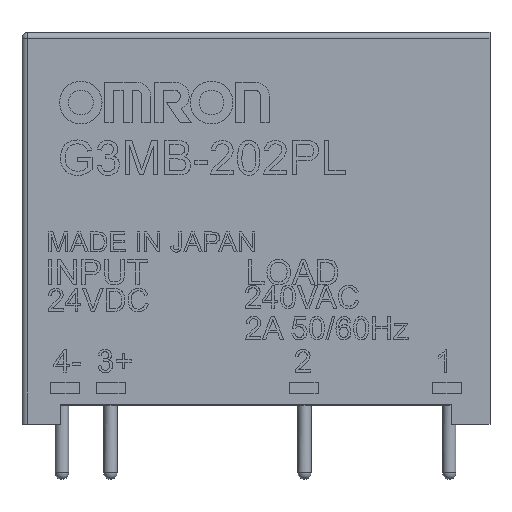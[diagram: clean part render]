
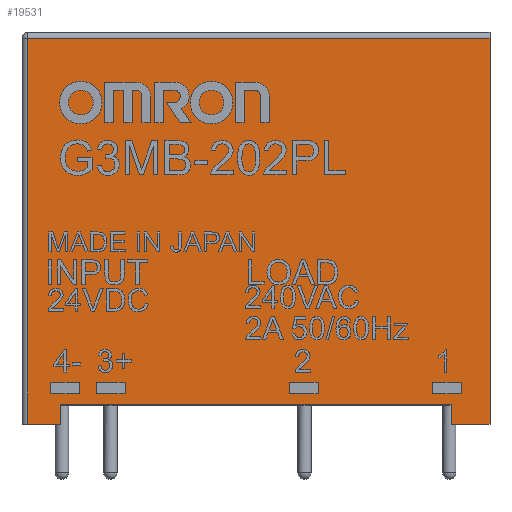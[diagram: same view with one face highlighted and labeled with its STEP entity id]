
A CAD part, top view. The second image highlights one B-rep face of the part: STEP entity #19531.
In plain terms, the highlighted planar face has unit normal (0, 0, 1).
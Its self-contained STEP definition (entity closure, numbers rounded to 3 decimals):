
#1858=PLANE('',#20761);
#2423=LINE('',#24489,#4298);
#2426=LINE('',#24496,#4301);
#2434=LINE('',#24513,#4309);
#2459=LINE('',#24564,#4334);
#2461=LINE('',#24568,#4336);
#2463=LINE('',#24572,#4338);
#2466=LINE('',#24577,#4341);
#2469=LINE('',#24581,#4344);
#4298=VECTOR('',#21382,10.);
#4301=VECTOR('',#21389,10.);
#4309=VECTOR('',#21403,10.);
#4334=VECTOR('',#21446,10.);
#4336=VECTOR('',#21450,10.);
#4338=VECTOR('',#21454,10.);
#4341=VECTOR('',#21459,10.);
#4344=VECTOR('',#21464,10.);
#6200=FACE_OUTER_BOUND('',#7337,.T.);
#7337=EDGE_LOOP('',(#13633,#13634,#13635,#13636,#13637,#13638,#13639,#13640));
#8527=VERTEX_POINT('',#24458);
#8537=VERTEX_POINT('',#24487);
#8538=VERTEX_POINT('',#24492);
#8545=VERTEX_POINT('',#24512);
#8562=VERTEX_POINT('',#24563);
#8563=VERTEX_POINT('',#24567);
#8564=VERTEX_POINT('',#24571);
#8565=VERTEX_POINT('',#24576);
#10537=EDGE_CURVE('',#8537,#8527,#2423,.T.);
#10541=EDGE_CURVE('',#8527,#8538,#2426,.T.);
#10549=EDGE_CURVE('',#8545,#8538,#2434,.T.);
#10574=EDGE_CURVE('',#8562,#8545,#2459,.T.);
#10576=EDGE_CURVE('',#8563,#8562,#2461,.T.);
#10578=EDGE_CURVE('',#8564,#8563,#2463,.T.);
#10581=EDGE_CURVE('',#8565,#8564,#2466,.T.);
#10584=EDGE_CURVE('',#8537,#8565,#2469,.T.);
#13633=ORIENTED_EDGE('',*,*,#10537,.F.);
#13634=ORIENTED_EDGE('',*,*,#10584,.T.);
#13635=ORIENTED_EDGE('',*,*,#10581,.T.);
#13636=ORIENTED_EDGE('',*,*,#10578,.T.);
#13637=ORIENTED_EDGE('',*,*,#10576,.T.);
#13638=ORIENTED_EDGE('',*,*,#10574,.T.);
#13639=ORIENTED_EDGE('',*,*,#10549,.T.);
#13640=ORIENTED_EDGE('',*,*,#10541,.F.);
#19531=ADVANCED_FACE('',(#6200),#1858,.T.);
#20761=AXIS2_PLACEMENT_3D('',#24583,#21467,#21468);
#21382=DIRECTION('',(0.,1.,0.));
#21389=DIRECTION('',(1.,0.,0.));
#21403=DIRECTION('',(0.,1.,0.));
#21446=DIRECTION('',(1.,0.,0.));
#21450=DIRECTION('',(0.,-1.,0.));
#21454=DIRECTION('',(1.,0.,0.));
#21459=DIRECTION('',(0.,1.,0.));
#21464=DIRECTION('',(1.,0.,0.));
#21467=DIRECTION('center_axis',(0.,0.,1.));
#21468=DIRECTION('ref_axis',(1.,0.,0.));
#24458=CARTESIAN_POINT('',(0.3,20.2,5.5));
#24487=CARTESIAN_POINT('',(0.3,0.,5.5));
#24489=CARTESIAN_POINT('',(0.3,15.375,5.5));
#24492=CARTESIAN_POINT('',(24.5,20.2,5.5));
#24496=CARTESIAN_POINT('',(18.375,20.2,5.5));
#24512=CARTESIAN_POINT('',(24.5,0.,5.5));
#24513=CARTESIAN_POINT('',(24.5,20.5,5.5));
#24563=CARTESIAN_POINT('',(22.5,0.,5.5));
#24564=CARTESIAN_POINT('',(22.5,0.,5.5));
#24567=CARTESIAN_POINT('',(22.5,1.,5.5));
#24568=CARTESIAN_POINT('',(22.5,1.,5.5));
#24571=CARTESIAN_POINT('',(2.,1.,5.5));
#24572=CARTESIAN_POINT('',(2.,1.,5.5));
#24576=CARTESIAN_POINT('',(2.,0.,5.5));
#24577=CARTESIAN_POINT('',(2.,0.,5.5));
#24581=CARTESIAN_POINT('',(0.,0.,5.5));
#24583=CARTESIAN_POINT('Origin',(12.25,10.25,5.5));
